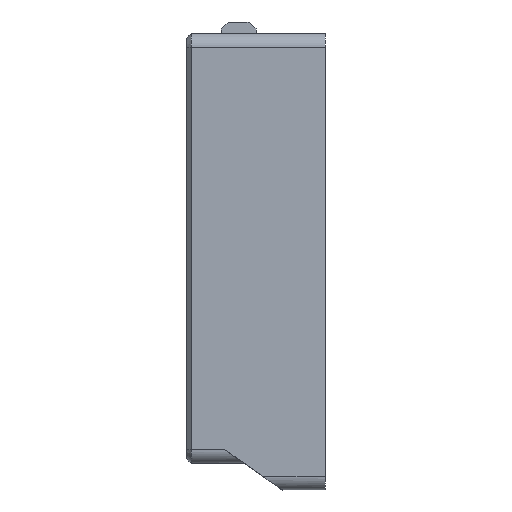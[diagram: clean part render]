
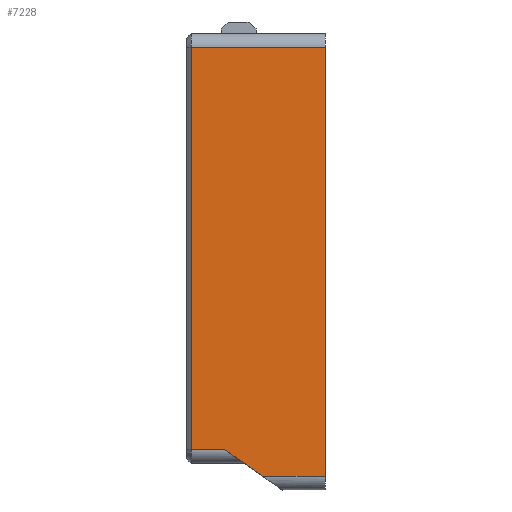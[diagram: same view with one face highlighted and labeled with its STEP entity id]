
A CAD part, front view. The second image highlights one B-rep face of the part: STEP entity #7228.
In plain terms, the highlighted planar face has unit normal (0, -1, 0).
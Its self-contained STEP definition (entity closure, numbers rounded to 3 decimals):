
#722=FACE_OUTER_BOUND('',#1166,.T.);
#1166=EDGE_LOOP('',(#5156,#5157,#5158,#5159,#5160,#5161));
#1701=LINE('',#11159,#2404);
#1727=LINE('',#11231,#2430);
#1728=LINE('',#11235,#2431);
#1729=LINE('',#11237,#2432);
#1730=LINE('',#11239,#2433);
#1731=LINE('',#11240,#2434);
#2404=VECTOR('',#8801,34.8);
#2430=VECTOR('',#8881,11.6);
#2431=VECTOR('',#8886,2.886);
#2432=VECTOR('',#8887,4.01);
#2433=VECTOR('',#8888,5.429);
#2434=VECTOR('',#8889,37.1);
#3189=VERTEX_POINT('',#11150);
#3191=VERTEX_POINT('',#11158);
#3210=VERTEX_POINT('',#11230);
#3211=VERTEX_POINT('',#11234);
#3212=VERTEX_POINT('',#11236);
#3213=VERTEX_POINT('',#11238);
#3903=EDGE_CURVE('',#3189,#3191,#1701,.T.);
#3939=EDGE_CURVE('',#3191,#3210,#1727,.T.);
#3941=EDGE_CURVE('',#3211,#3189,#1728,.T.);
#3942=EDGE_CURVE('',#3212,#3211,#1729,.T.);
#3943=EDGE_CURVE('',#3212,#3213,#1730,.T.);
#3944=EDGE_CURVE('',#3210,#3213,#1731,.T.);
#5156=ORIENTED_EDGE('',*,*,#3903,.F.);
#5157=ORIENTED_EDGE('',*,*,#3941,.F.);
#5158=ORIENTED_EDGE('',*,*,#3942,.F.);
#5159=ORIENTED_EDGE('',*,*,#3943,.T.);
#5160=ORIENTED_EDGE('',*,*,#3944,.F.);
#5161=ORIENTED_EDGE('',*,*,#3939,.F.);
#7004=PLANE('',#7783);
#7228=ADVANCED_FACE('',(#722),#7004,.T.);
#7783=AXIS2_PLACEMENT_3D('',#11233,#8884,#8885);
#8801=DIRECTION('',(0.,0.,1.));
#8881=DIRECTION('',(1.,0.,0.));
#8884=DIRECTION('center_axis',(0.,-1.,0.));
#8885=DIRECTION('ref_axis',(0.,0.,-1.));
#8886=DIRECTION('',(-1.,0.,0.));
#8887=DIRECTION('',(-0.819,0.,0.574));
#8888=DIRECTION('',(1.,0.,0.));
#8889=DIRECTION('',(0.,0.,-1.));
#11150=CARTESIAN_POINT('',(103.4,6.756,-187.566));
#11158=CARTESIAN_POINT('',(103.4,6.756,-152.766));
#11159=CARTESIAN_POINT('',(103.4,6.756,-187.566));
#11230=CARTESIAN_POINT('',(115.,6.756,-152.766));
#11231=CARTESIAN_POINT('',(103.4,6.756,-152.766));
#11233=CARTESIAN_POINT('Origin',(100.,6.756,-152.766));
#11234=CARTESIAN_POINT('',(106.286,6.756,-187.566));
#11235=CARTESIAN_POINT('',(106.286,6.756,-187.566));
#11236=CARTESIAN_POINT('',(109.571,6.756,-189.866));
#11237=CARTESIAN_POINT('',(109.571,6.756,-189.866));
#11238=CARTESIAN_POINT('',(115.,6.756,-189.866));
#11239=CARTESIAN_POINT('',(109.571,6.756,-189.866));
#11240=CARTESIAN_POINT('',(115.,6.756,-152.766));
